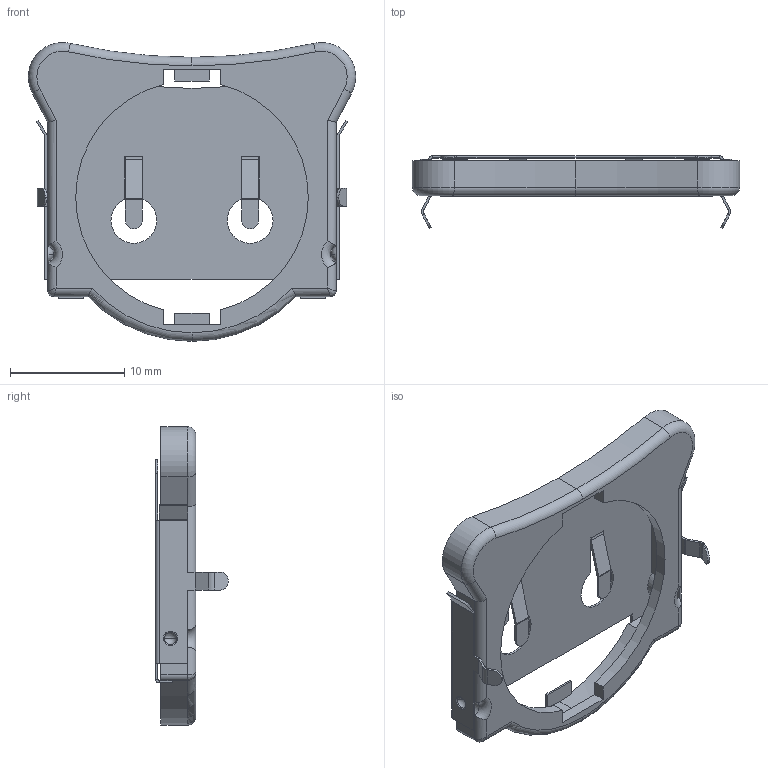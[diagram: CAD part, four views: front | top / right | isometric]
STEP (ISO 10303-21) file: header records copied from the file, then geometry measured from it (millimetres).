
FILE_DESCRIPTION (( 'STEP AP214' ), '1' );
FILE_NAME ('BHX1-2325-PC.STEP', '2020-01-09T13:11:24', ( '' ), ( '' ), 'SwSTEP 2.0', 'SolidWorks 2017', '' );
FILE_SCHEMA (( 'AUTOMOTIVE_DESIGN' ));
Length unit declared in the file: millimetre
Products named in the file (1): BHX1-2325-PC
Bounding box: 28.6 x 6.35 x 26.09 mm (x, y, z)
Volume: 554.6 mm3; surface area: 2134.8 mm2
Topology: 2 solids, 2 shells, 241 faces, 574 edges, 340 vertices
Faces by surface type: plane 146, cylinder 69, torus 16, sphere 8, bspline 2
Entity records: 6949 total; most frequent: CARTESIAN_POINT 1272, DIRECTION 1220, ORIENTED_EDGE 1144, EDGE_CURVE 572, AXIS2_PLACEMENT_3D 420, LINE 380, VECTOR 380, VERTEX_POINT 340
